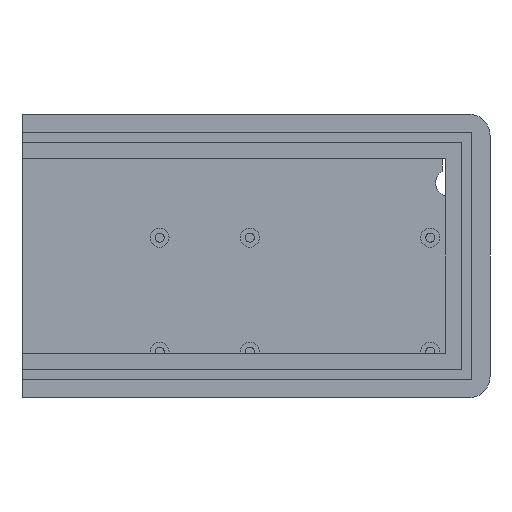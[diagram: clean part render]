
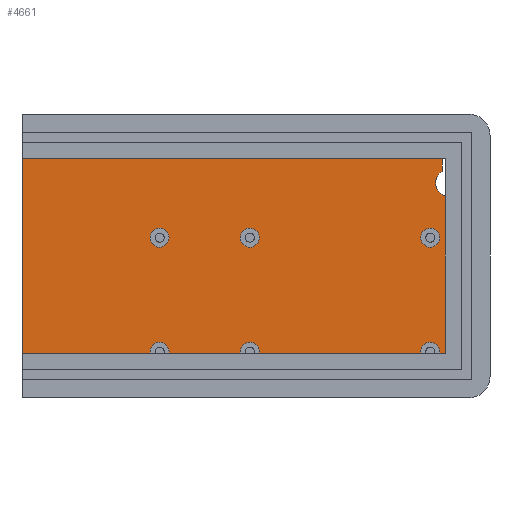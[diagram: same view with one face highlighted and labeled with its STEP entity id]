
A CAD part, front view. The second image highlights one B-rep face of the part: STEP entity #4661.
In plain terms, the highlighted planar face has unit normal (0, -1, 0).
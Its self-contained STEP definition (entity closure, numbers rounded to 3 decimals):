
#66=FACE_BOUND('',#824,.T.);
#67=FACE_BOUND('',#825,.T.);
#68=FACE_BOUND('',#826,.T.);
#69=FACE_BOUND('',#827,.T.);
#70=FACE_BOUND('',#828,.T.);
#71=FACE_BOUND('',#829,.T.);
#72=FACE_BOUND('',#830,.T.);
#283=PLANE('',#4984);
#523=FACE_OUTER_BOUND('',#823,.T.);
#823=EDGE_LOOP('',(#4146,#4147,#4148,#4149));
#824=EDGE_LOOP('',(#4150));
#825=EDGE_LOOP('',(#4151));
#826=EDGE_LOOP('',(#4152));
#827=EDGE_LOOP('',(#4153,#4154,#4155,#4156));
#828=EDGE_LOOP('',(#4157));
#829=EDGE_LOOP('',(#4158));
#830=EDGE_LOOP('',(#4159));
#1371=LINE('',#7412,#1926);
#1372=LINE('',#7414,#1927);
#1373=LINE('',#7416,#1928);
#1374=LINE('',#7417,#1929);
#1375=LINE('',#7426,#1930);
#1376=LINE('',#7430,#1931);
#1926=VECTOR('',#6064,10.);
#1927=VECTOR('',#6065,10.);
#1928=VECTOR('',#6066,10.);
#1929=VECTOR('',#6067,10.);
#1930=VECTOR('',#6074,10.);
#1931=VECTOR('',#6077,10.);
#2051=CIRCLE('',#4982,3.5);
#2052=CIRCLE('',#4985,3.5);
#2053=CIRCLE('',#4986,3.5);
#2054=CIRCLE('',#4987,3.5);
#2055=CIRCLE('',#4988,2.5);
#2056=CIRCLE('',#4989,5.);
#2057=CIRCLE('',#4990,3.5);
#2058=CIRCLE('',#4991,3.5);
#2437=VERTEX_POINT('',#7405);
#2438=VERTEX_POINT('',#7410);
#2439=VERTEX_POINT('',#7411);
#2440=VERTEX_POINT('',#7413);
#2441=VERTEX_POINT('',#7415);
#2442=VERTEX_POINT('',#7418);
#2443=VERTEX_POINT('',#7420);
#2444=VERTEX_POINT('',#7422);
#2445=VERTEX_POINT('',#7424);
#2446=VERTEX_POINT('',#7425);
#2447=VERTEX_POINT('',#7427);
#2448=VERTEX_POINT('',#7429);
#2449=VERTEX_POINT('',#7432);
#2450=VERTEX_POINT('',#7434);
#3031=EDGE_CURVE('',#2437,#2437,#2051,.T.);
#3032=EDGE_CURVE('',#2438,#2439,#1371,.T.);
#3033=EDGE_CURVE('',#2438,#2440,#1372,.T.);
#3034=EDGE_CURVE('',#2440,#2441,#1373,.T.);
#3035=EDGE_CURVE('',#2439,#2441,#1374,.T.);
#3036=EDGE_CURVE('',#2442,#2442,#2052,.T.);
#3037=EDGE_CURVE('',#2443,#2443,#2053,.T.);
#3038=EDGE_CURVE('',#2444,#2444,#2054,.T.);
#3039=EDGE_CURVE('',#2445,#2446,#1375,.T.);
#3040=EDGE_CURVE('',#2446,#2447,#2055,.T.);
#3041=EDGE_CURVE('',#2447,#2448,#1376,.T.);
#3042=EDGE_CURVE('',#2448,#2445,#2056,.T.);
#3043=EDGE_CURVE('',#2449,#2449,#2057,.T.);
#3044=EDGE_CURVE('',#2450,#2450,#2058,.T.);
#4146=ORIENTED_EDGE('',*,*,#3032,.F.);
#4147=ORIENTED_EDGE('',*,*,#3033,.T.);
#4148=ORIENTED_EDGE('',*,*,#3034,.T.);
#4149=ORIENTED_EDGE('',*,*,#3035,.F.);
#4150=ORIENTED_EDGE('',*,*,#3036,.T.);
#4151=ORIENTED_EDGE('',*,*,#3037,.T.);
#4152=ORIENTED_EDGE('',*,*,#3038,.T.);
#4153=ORIENTED_EDGE('',*,*,#3039,.T.);
#4154=ORIENTED_EDGE('',*,*,#3040,.T.);
#4155=ORIENTED_EDGE('',*,*,#3041,.T.);
#4156=ORIENTED_EDGE('',*,*,#3042,.T.);
#4157=ORIENTED_EDGE('',*,*,#3043,.T.);
#4158=ORIENTED_EDGE('',*,*,#3044,.T.);
#4159=ORIENTED_EDGE('',*,*,#3031,.T.);
#4661=ADVANCED_FACE('',(#523,#66,#67,#68,#69,#70,#71,#72),#283,.F.);
#4982=AXIS2_PLACEMENT_3D('',#7407,#6058,#6059);
#4984=AXIS2_PLACEMENT_3D('',#7409,#6062,#6063);
#4985=AXIS2_PLACEMENT_3D('',#7419,#6068,#6069);
#4986=AXIS2_PLACEMENT_3D('',#7421,#6070,#6071);
#4987=AXIS2_PLACEMENT_3D('',#7423,#6072,#6073);
#4988=AXIS2_PLACEMENT_3D('',#7428,#6075,#6076);
#4989=AXIS2_PLACEMENT_3D('',#7431,#6078,#6079);
#4990=AXIS2_PLACEMENT_3D('',#7433,#6080,#6081);
#4991=AXIS2_PLACEMENT_3D('',#7435,#6082,#6083);
#6058=DIRECTION('center_axis',(0.,1.,0.));
#6059=DIRECTION('ref_axis',(1.,0.,0.));
#6062=DIRECTION('center_axis',(0.,1.,0.));
#6063=DIRECTION('ref_axis',(0.,0.,1.));
#6064=DIRECTION('',(0.,0.,1.));
#6065=DIRECTION('',(1.,0.,0.));
#6066=DIRECTION('',(0.,0.,1.));
#6067=DIRECTION('',(1.,0.,0.));
#6068=DIRECTION('center_axis',(0.,1.,0.));
#6069=DIRECTION('ref_axis',(1.,0.,0.));
#6070=DIRECTION('center_axis',(0.,1.,0.));
#6071=DIRECTION('ref_axis',(1.,0.,0.));
#6072=DIRECTION('center_axis',(0.,1.,0.));
#6073=DIRECTION('ref_axis',(1.,0.,0.));
#6074=DIRECTION('',(0.,0.,1.));
#6075=DIRECTION('center_axis',(0.,1.,0.));
#6076=DIRECTION('ref_axis',(-1.,0.,0.));
#6077=DIRECTION('',(0.,0.,-1.));
#6078=DIRECTION('center_axis',(0.,1.,0.));
#6079=DIRECTION('ref_axis',(0.5,0.,0.866));
#6080=DIRECTION('center_axis',(0.,1.,0.));
#6081=DIRECTION('ref_axis',(1.,0.,0.));
#6082=DIRECTION('center_axis',(0.,1.,0.));
#6083=DIRECTION('ref_axis',(1.,0.,0.));
#7405=CARTESIAN_POINT('',(47.15,25.5,17.));
#7407=CARTESIAN_POINT('Origin',(50.65,25.5,17.));
#7409=CARTESIAN_POINT('Origin',(0.,25.5,4.5));
#7410=CARTESIAN_POINT('',(0.,25.5,4.5));
#7411=CARTESIAN_POINT('',(0.,25.5,100.));
#7412=CARTESIAN_POINT('',(0.,25.5,28.375));
#7413=CARTESIAN_POINT('',(167.75,25.5,4.5));
#7414=CARTESIAN_POINT('',(0.,25.5,4.5));
#7415=CARTESIAN_POINT('',(167.75,25.5,100.));
#7416=CARTESIAN_POINT('',(167.75,25.5,100.));
#7417=CARTESIAN_POINT('',(0.,25.5,100.));
#7418=CARTESIAN_POINT('',(80.35,25.5,17.));
#7419=CARTESIAN_POINT('Origin',(83.85,25.5,17.));
#7420=CARTESIAN_POINT('',(47.15,25.5,59.));
#7421=CARTESIAN_POINT('Origin',(50.65,25.5,59.));
#7422=CARTESIAN_POINT('',(146.75,25.5,59.));
#7423=CARTESIAN_POINT('Origin',(150.25,25.5,59.));
#7424=CARTESIAN_POINT('',(154.75,25.5,83.5));
#7425=CARTESIAN_POINT('',(154.75,25.5,89.5));
#7426=CARTESIAN_POINT('',(154.75,25.5,47.));
#7427=CARTESIAN_POINT('',(159.75,25.5,89.5));
#7428=CARTESIAN_POINT('Origin',(157.25,25.5,89.5));
#7429=CARTESIAN_POINT('',(159.75,25.5,83.5));
#7430=CARTESIAN_POINT('',(159.75,25.5,44.));
#7431=CARTESIAN_POINT('Origin',(157.25,25.5,79.17));
#7432=CARTESIAN_POINT('',(80.35,25.5,59.));
#7433=CARTESIAN_POINT('Origin',(83.85,25.5,59.));
#7434=CARTESIAN_POINT('',(146.75,25.5,17.));
#7435=CARTESIAN_POINT('Origin',(150.25,25.5,17.));
